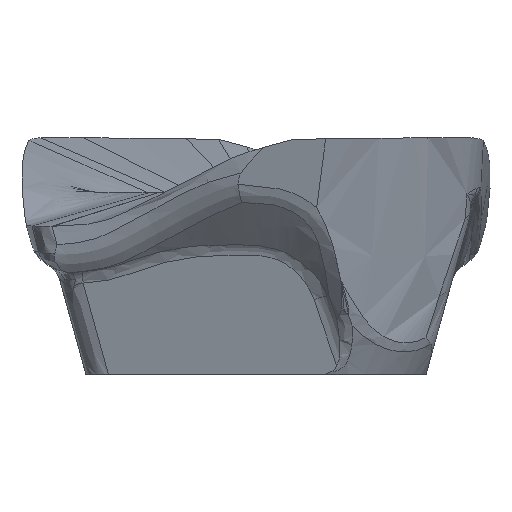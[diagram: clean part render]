
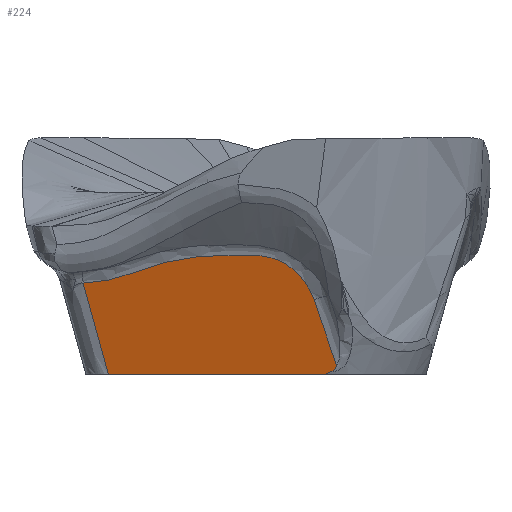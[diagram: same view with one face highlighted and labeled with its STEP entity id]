
A CAD part, left-side view. The second image highlights one B-rep face of the part: STEP entity #224.
In plain terms, the highlighted planar face has unit normal (-0.962, 0.084, -0.259).
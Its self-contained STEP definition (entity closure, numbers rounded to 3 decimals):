
#49=PLANE('',#2029);
#133=LINE('',#4758,#168);
#134=LINE('',#4760,#169);
#168=VECTOR('',#2165,1.);
#169=VECTOR('',#2166,1.);
#224=ADVANCED_FACE('',(#419),#49,.F.);
#419=FACE_OUTER_BOUND('',#530,.T.);
#530=EDGE_LOOP('',(#831,#832,#833,#834,#835,#836));
#831=ORIENTED_EDGE('',*,*,#1407,.F.);
#832=ORIENTED_EDGE('',*,*,#1405,.F.);
#833=ORIENTED_EDGE('',*,*,#1499,.F.);
#834=ORIENTED_EDGE('',*,*,#1497,.F.);
#835=ORIENTED_EDGE('',*,*,#1500,.F.);
#836=ORIENTED_EDGE('',*,*,#1501,.F.);
#1220=VERTEX_POINT('',#2917);
#1221=VERTEX_POINT('',#2922);
#1222=VERTEX_POINT('',#2967);
#1279=VERTEX_POINT('',#4622);
#1280=VERTEX_POINT('',#4645);
#1281=VERTEX_POINT('',#4759);
#1405=EDGE_CURVE('',#1220,#1221,#1749,.T.);
#1407=EDGE_CURVE('',#1221,#1222,#1751,.T.);
#1497=EDGE_CURVE('',#1279,#1280,#1811,.T.);
#1499=EDGE_CURVE('',#1280,#1220,#1813,.T.);
#1500=EDGE_CURVE('',#1281,#1279,#133,.T.);
#1501=EDGE_CURVE('',#1222,#1281,#134,.T.);
#1749=B_SPLINE_CURVE_WITH_KNOTS('',3,(#2918,#2919,#2920,#2921),
 .UNSPECIFIED.,.F.,.F.,(4,4),(0.,1.),.UNSPECIFIED.);
#1751=B_SPLINE_CURVE_WITH_KNOTS('',3,(#2963,#2964,#2965,#2966),
 .UNSPECIFIED.,.F.,.F.,(4,4),(0.,1.),.UNSPECIFIED.);
#1811=B_SPLINE_CURVE_WITH_KNOTS('',3,(#4623,#4624,#4625,#4626,#4627,#4628,
#4629,#4630,#4631,#4632,#4633,#4634,#4635,#4636,#4637,#4638,#4639,#4640,
#4641,#4642,#4643,#4644),.UNSPECIFIED.,.F.,.F.,(4,1,1,1,1,1,1,1,1,1,1,1,
1,1,1,1,1,1,1,4),(0.,0.135,0.202,0.265,0.391,
0.516,0.579,0.644,0.676,0.685,
0.694,0.696,0.699,0.706,0.721,
0.737,0.766,0.824,0.883,1.),
 .UNSPECIFIED.);
#1813=B_SPLINE_CURVE_WITH_KNOTS('',3,(#4738,#4739,#4740,#4741),
 .UNSPECIFIED.,.F.,.F.,(4,4),(0.,1.),.UNSPECIFIED.);
#2029=AXIS2_PLACEMENT_3D('',#4761,#2167,#2168);
#2165=DIRECTION('',(-0.23,0.26,0.938));
#2166=DIRECTION('',(0.087,0.996,0.));
#2167=DIRECTION('',(0.962,-0.084,0.259));
#2168=DIRECTION('',(0.26,0.,-0.966));
#2917=CARTESIAN_POINT('',(-7.143,-1.633,-4.619));
#2918=CARTESIAN_POINT('',(-7.143,-1.633,-4.619));
#2919=CARTESIAN_POINT('',(-7.129,-1.621,-4.668));
#2920=CARTESIAN_POINT('',(-7.122,-1.622,-4.697));
#2921=CARTESIAN_POINT('',(-7.102,-1.54,-4.742));
#2922=CARTESIAN_POINT('',(-7.101,-1.54,-4.742));
#2963=CARTESIAN_POINT('',(-7.102,-1.539,-4.74));
#2964=CARTESIAN_POINT('',(-7.092,-1.494,-4.764));
#2965=CARTESIAN_POINT('',(-7.082,-1.446,-4.785));
#2966=CARTESIAN_POINT('',(-7.074,-1.397,-4.799));
#2967=CARTESIAN_POINT('',(-7.074,-1.397,-4.8));
#4622=CARTESIAN_POINT('',(-7.142,3.507,-2.95));
#4623=CARTESIAN_POINT('',(-7.142,3.507,-2.95));
#4624=CARTESIAN_POINT('',(-7.165,3.275,-2.942));
#4625=CARTESIAN_POINT('',(-7.208,2.928,-2.893));
#4626=CARTESIAN_POINT('',(-7.285,2.5,-2.747));
#4627=CARTESIAN_POINT('',(-7.362,2.093,-2.593));
#4628=CARTESIAN_POINT('',(-7.445,1.573,-2.452));
#4629=CARTESIAN_POINT('',(-7.509,1.035,-2.391));
#4630=CARTESIAN_POINT('',(-7.549,0.6,-2.384));
#4631=CARTESIAN_POINT('',(-7.574,0.323,-2.382));
#4632=CARTESIAN_POINT('',(-7.589,0.141,-2.384));
#4633=CARTESIAN_POINT('',(-7.596,0.054,-2.386));
#4634=CARTESIAN_POINT('',(-7.599,0.02,-2.387));
#4635=CARTESIAN_POINT('',(-7.601,-0.003,-2.387));
#4636=CARTESIAN_POINT('',(-7.602,-0.023,-2.388));
#4637=CARTESIAN_POINT('',(-7.604,-0.066,-2.395));
#4638=CARTESIAN_POINT('',(-7.608,-0.132,-2.403));
#4639=CARTESIAN_POINT('',(-7.612,-0.235,-2.421));
#4640=CARTESIAN_POINT('',(-7.616,-0.409,-2.461));
#4641=CARTESIAN_POINT('',(-7.606,-0.639,-2.573));
#4642=CARTESIAN_POINT('',(-7.564,-0.952,-2.831));
#4643=CARTESIAN_POINT('',(-7.506,-1.105,-3.099));
#4644=CARTESIAN_POINT('',(-7.462,-1.177,-3.283));
#4645=CARTESIAN_POINT('',(-7.462,-1.177,-3.283));
#4738=CARTESIAN_POINT('',(-7.462,-1.177,-3.283));
#4739=CARTESIAN_POINT('',(-7.36,-1.35,-3.722));
#4740=CARTESIAN_POINT('',(-7.252,-1.496,-4.17));
#4741=CARTESIAN_POINT('',(-7.143,-1.633,-4.619));
#4758=CARTESIAN_POINT('',(-6.69,2.994,-4.8));
#4759=CARTESIAN_POINT('',(-6.69,2.994,-4.8));
#4760=CARTESIAN_POINT('',(-6.899,0.604,-4.8));
#4761=CARTESIAN_POINT('',(-7.191,0.937,-3.606));
